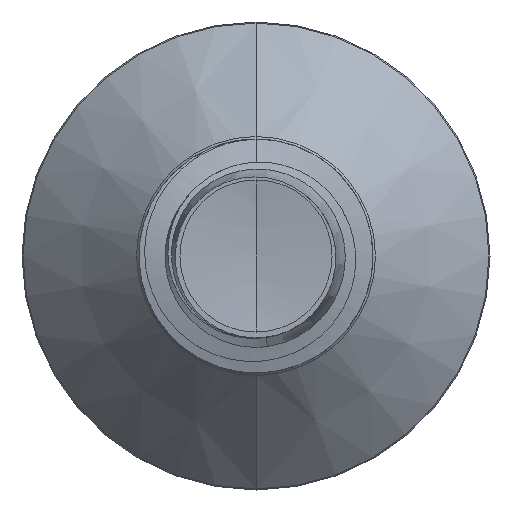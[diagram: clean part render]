
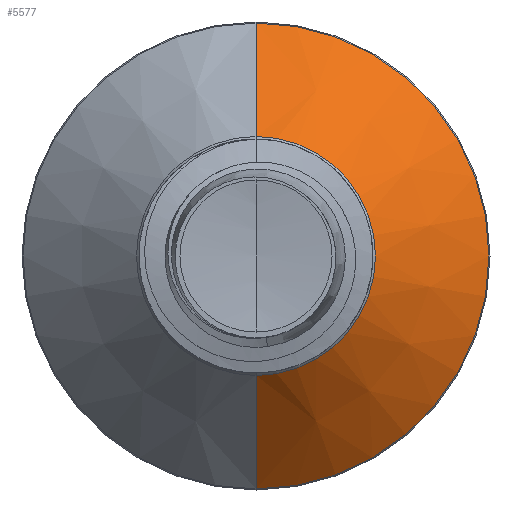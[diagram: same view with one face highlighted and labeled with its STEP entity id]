
A CAD part, front view. The second image highlights one B-rep face of the part: STEP entity #5577.
In plain terms, the highlighted conical face has half-angle 45 degrees and reference radius 2.042 mm.
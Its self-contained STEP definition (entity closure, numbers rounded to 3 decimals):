
#630 = AXIS2_PLACEMENT_3D ( 'NONE', #2517, #10681, #3732 ) ;
#757 = CARTESIAN_POINT ( 'NONE',  ( 0., 3.842, -2.042 ) ) ;
#1013 = CIRCLE ( 'NONE', #630, 3.982 ) ;
#1108 = VERTEX_POINT ( 'NONE', #757 ) ;
#1552 = CARTESIAN_POINT ( 'NONE',  ( 0., 3.842, 2.042 ) ) ;
#2517 = CARTESIAN_POINT ( 'NONE',  ( 0., 5.782, 0. ) ) ;
#3368 = VERTEX_POINT ( 'NONE', #5555 ) ;
#3434 = ORIENTED_EDGE ( 'NONE', *, *, #5208, .T. ) ;
#3496 = ORIENTED_EDGE ( 'NONE', *, *, #5582, .T. ) ;
#3732 = DIRECTION ( 'NONE',  ( 0., 0., 1. ) ) ;
#3886 = CIRCLE ( 'NONE', #7285, 2.042 ) ;
#4241 = EDGE_CURVE ( 'NONE', #9903, #3368, #1013, .T. ) ;
#4452 = FACE_OUTER_BOUND ( 'NONE', #9013, .T. ) ;
#5208 = EDGE_CURVE ( 'NONE', #13172, #1108, #3886, .T. ) ;
#5272 = CARTESIAN_POINT ( 'NONE',  ( 0., 3.842, 0. ) ) ;
#5443 = LINE ( 'NONE', #14633, #5578 ) ;
#5555 = CARTESIAN_POINT ( 'NONE',  ( 0., 5.782, -3.982 ) ) ;
#5577 = ADVANCED_FACE ( 'NONE', ( #4452 ), #10338, .T. ) ;
#5578 = VECTOR ( 'NONE', #7742, 1000. ) ;
#5582 = EDGE_CURVE ( 'NONE', #1108, #3368, #5443, .T. ) ;
#6077 = ORIENTED_EDGE ( 'NONE', *, *, #9332, .F. ) ;
#6408 = DIRECTION ( 'NONE',  ( 0., 0., 1. ) ) ;
#7248 = DIRECTION ( 'NONE',  ( 0., 0.707, 0.707 ) ) ;
#7285 = AXIS2_PLACEMENT_3D ( 'NONE', #5272, #13366, #6408 ) ;
#7692 = DIRECTION ( 'NONE',  ( 0., 1., 0. ) ) ;
#7742 = DIRECTION ( 'NONE',  ( 0., 0.707, -0.707 ) ) ;
#8638 = ORIENTED_EDGE ( 'NONE', *, *, #4241, .F. ) ;
#8675 = LINE ( 'NONE', #12057, #14445 ) ;
#8845 = DIRECTION ( 'NONE',  ( 0., 0., 1. ) ) ;
#9013 = EDGE_LOOP ( 'NONE', ( #3434, #3496, #8638, #6077 ) ) ;
#9332 = EDGE_CURVE ( 'NONE', #13172, #9903, #8675, .T. ) ;
#9903 = VERTEX_POINT ( 'NONE', #13619 ) ;
#10032 = CARTESIAN_POINT ( 'NONE',  ( 0., 3.842, 0. ) ) ;
#10338 = CONICAL_SURFACE ( 'NONE', #10419, 2.042, 0.785 ) ;
#10419 = AXIS2_PLACEMENT_3D ( 'NONE', #10032, #7692, #8845 ) ;
#10681 = DIRECTION ( 'NONE',  ( 0., 1., 0. ) ) ;
#12057 = CARTESIAN_POINT ( 'NONE',  ( 0., 3.842, 2.042 ) ) ;
#13172 = VERTEX_POINT ( 'NONE', #1552 ) ;
#13366 = DIRECTION ( 'NONE',  ( 0., 1., 0. ) ) ;
#13619 = CARTESIAN_POINT ( 'NONE',  ( 0., 5.782, 3.982 ) ) ;
#14445 = VECTOR ( 'NONE', #7248, 1000. ) ;
#14633 = CARTESIAN_POINT ( 'NONE',  ( 0., 3.842, -2.042 ) ) ;
